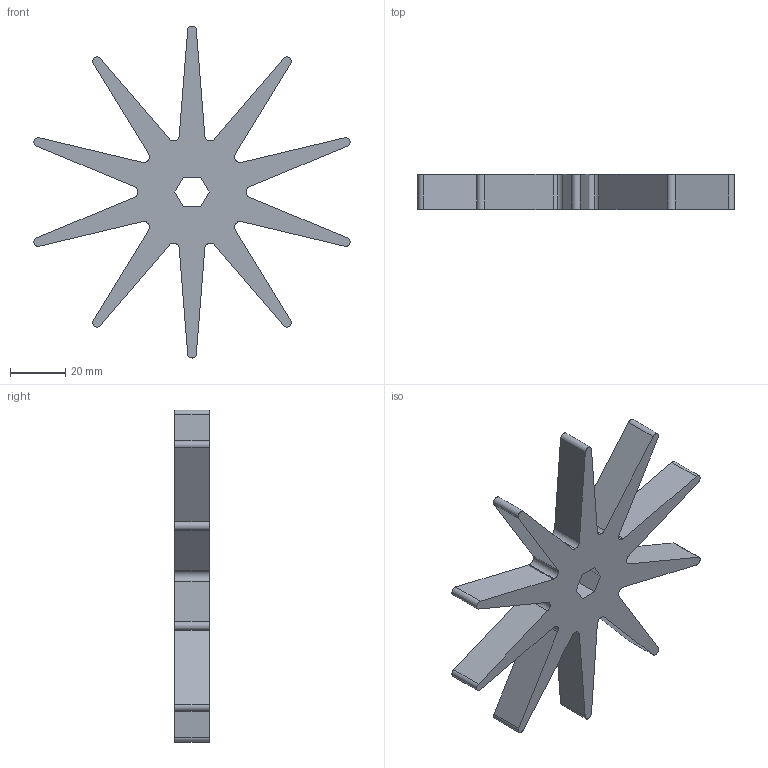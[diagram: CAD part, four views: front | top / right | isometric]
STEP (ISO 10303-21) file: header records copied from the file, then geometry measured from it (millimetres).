
FILE_DESCRIPTION (( 'STEP AP214' ), '1' );
FILE_NAME ('am-0619a Entrapption Star, 4.75 Diameter.STEP', '2017-01-11T18:14:04', ( '' ), ( '' ), 'SwSTEP 2.0', 'SolidWorks 2014', '' );
FILE_SCHEMA (( 'AUTOMOTIVE_DESIGN' ));
Length unit declared in the file: inch
Products named in the file (1): am-0619a Entrapption Star, 4.75 Diameter
Bounding box: 114.9 x 12.7 x 120.65 mm (x, y, z)
Volume: 46253.3 mm3; surface area: 18759.2 mm2
Topology: 1 solids, 1 shells, 57 faces, 165 edges, 110 vertices
Faces by surface type: cylinder 29, plane 28
Entity records: 1941 total; most frequent: DIRECTION 339, CARTESIAN_POINT 333, ORIENTED_EDGE 330, EDGE_CURVE 165, AXIS2_PLACEMENT_3D 116, VERTEX_POINT 110, VECTOR 107, LINE 107
